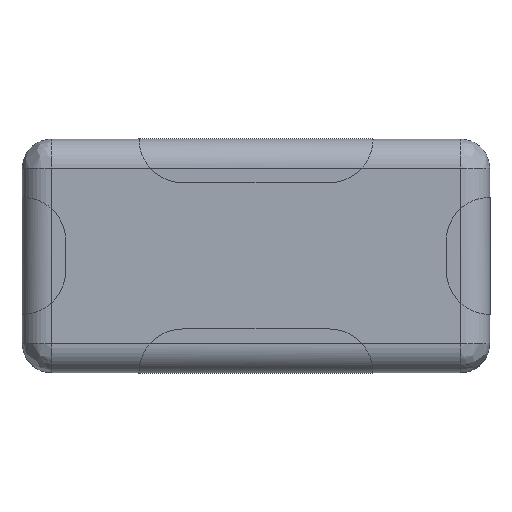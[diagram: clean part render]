
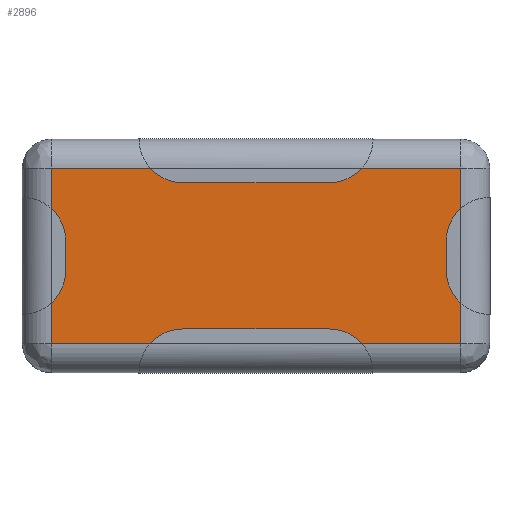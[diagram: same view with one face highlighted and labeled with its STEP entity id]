
A CAD part, top view. The second image highlights one B-rep face of the part: STEP entity #2896.
In plain terms, the highlighted planar face has unit normal (0, 0, 1).
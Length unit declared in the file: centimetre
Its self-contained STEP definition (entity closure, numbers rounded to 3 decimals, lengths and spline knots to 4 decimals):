
#56 = CARTESIAN_POINT ( 'NONE',  ( 0.07, 0., 0.0598 ) ) ;
#345 = VERTEX_POINT ( 'NONE', #771 ) ;
#412 = DIRECTION ( 'NONE',  ( 0., 0., 1. ) ) ;
#509 = VECTOR ( 'NONE', #3257, 100. ) ;
#697 = CARTESIAN_POINT ( 'NONE',  ( -0.07, -0.03, 0.0598 ) ) ;
#771 = CARTESIAN_POINT ( 'NONE',  ( -0.07, 0.03, 0.0598 ) ) ;
#776 = CARTESIAN_POINT ( 'NONE',  ( 0., 0.03, 0.0598 ) ) ;
#831 = ORIENTED_EDGE ( 'NONE', *, *, #3575, .T. ) ;
#880 = ORIENTED_EDGE ( 'NONE', *, *, #1420, .T. ) ;
#1087 = VERTEX_POINT ( 'NONE', #697 ) ;
#1211 = VECTOR ( 'NONE', #2758, 100. ) ;
#1218 = VERTEX_POINT ( 'NONE', #3329 ) ;
#1284 = FACE_OUTER_BOUND ( 'NONE', #2303, .T. ) ;
#1420 = EDGE_CURVE ( 'NONE', #3599, #345, #2240, .T. ) ;
#1782 = LINE ( 'NONE', #56, #2462 ) ;
#1948 = EDGE_CURVE ( 'NONE', #1087, #1218, #2833, .T. ) ;
#1999 = LINE ( 'NONE', #2468, #1211 ) ;
#2047 = AXIS2_PLACEMENT_3D ( 'NONE', #2184, #412, #2471 ) ;
#2183 = CARTESIAN_POINT ( 'NONE',  ( 0.07, 0.03, 0.0598 ) ) ;
#2184 = CARTESIAN_POINT ( 'NONE',  ( 0., 0., 0.0598 ) ) ;
#2240 = LINE ( 'NONE', #776, #3672 ) ;
#2303 = EDGE_LOOP ( 'NONE', ( #831, #2515, #3426, #880 ) ) ;
#2462 = VECTOR ( 'NONE', #3553, 100. ) ;
#2468 = CARTESIAN_POINT ( 'NONE',  ( -0.07, 0., 0.0598 ) ) ;
#2471 = DIRECTION ( 'NONE',  ( 1., 0., 0. ) ) ;
#2515 = ORIENTED_EDGE ( 'NONE', *, *, #1948, .T. ) ;
#2745 = PLANE ( 'NONE',  #2047 ) ;
#2758 = DIRECTION ( 'NONE',  ( 0., -1., 0. ) ) ;
#2811 = DIRECTION ( 'NONE',  ( -1., 0., 0. ) ) ;
#2833 = LINE ( 'NONE', #2950, #509 ) ;
#2896 = ADVANCED_FACE ( 'NONE', ( #1284 ), #2745, .T. ) ;
#2950 = CARTESIAN_POINT ( 'NONE',  ( 0., -0.03, 0.0598 ) ) ;
#3257 = DIRECTION ( 'NONE',  ( 1., 0., 0. ) ) ;
#3329 = CARTESIAN_POINT ( 'NONE',  ( 0.07, -0.03, 0.0598 ) ) ;
#3331 = EDGE_CURVE ( 'NONE', #1218, #3599, #1782, .T. ) ;
#3426 = ORIENTED_EDGE ( 'NONE', *, *, #3331, .T. ) ;
#3553 = DIRECTION ( 'NONE',  ( 0., 1., 0. ) ) ;
#3575 = EDGE_CURVE ( 'NONE', #345, #1087, #1999, .T. ) ;
#3599 = VERTEX_POINT ( 'NONE', #2183 ) ;
#3672 = VECTOR ( 'NONE', #2811, 100. ) ;
